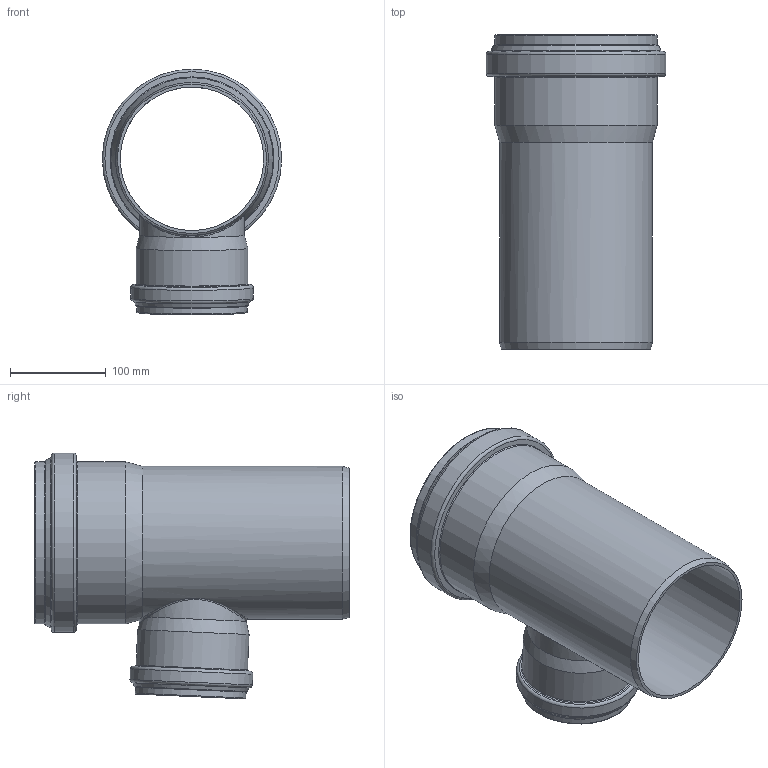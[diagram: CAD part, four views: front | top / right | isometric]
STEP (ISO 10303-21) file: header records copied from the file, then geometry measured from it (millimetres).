
FILE_DESCRIPTION(/* description */ (''),/* implementation_level */ '2;1');
FILE_NAME(/* name */ '337410 SKOLANsafeEA Abzweiger DN_OD 160_110_87°.stp',/* time_stamp */ '2018-01-09T14:22:02+01:00',/* author */ ('user1'),/* organization */ (''),/* preprocessor_version */ 'ST-DEVELOPER v16.1',/* originating_system */ 'Autodesk Inventor 2016',/* authorisation */ '');
FILE_SCHEMA (('AUTOMOTIVE_DESIGN { 1 0 10303 214 3 1 1 }'));
Length unit declared in the file: millimetre
Products named in the file (1): 337410 SKOLANsafeEA Abzweiger DN_OD 160_110_87°
Bounding box: 187.8 x 329 x 257.23 mm (x, y, z)
Volume: 878558.5 mm3; surface area: 401932.5 mm2
Topology: 1 solids, 1 shells, 78 faces, 163 edges, 89 vertices
Faces by surface type: torus 28, cone 21, cylinder 20, plane 5, bspline 4
Full cylindrical faces by diameter (mm): 103.177 x1, 110.5 x2, 110.9 x1, 115.7 x1, 116.7 x1, 123 x1, 128.2 x1, 150.2 x1, 160 x1, 160.7 x2, 160.9 x1, 169.7 x2, 178.8 x1, 187.8 x1
Entity records: 2184 total; most frequent: CARTESIAN_POINT 810, DIRECTION 292, ORIENTED_EDGE 184, EDGE_LOOP 150, AXIS2_PLACEMENT_3D 146, EDGE_CURVE 92, VERTEX_POINT 84, FACE_OUTER_BOUND 78
